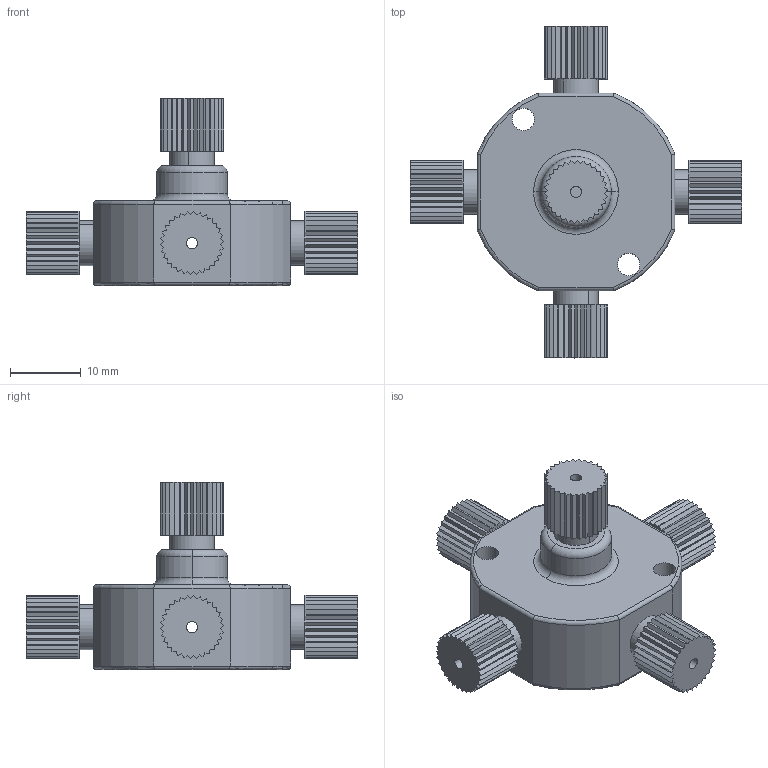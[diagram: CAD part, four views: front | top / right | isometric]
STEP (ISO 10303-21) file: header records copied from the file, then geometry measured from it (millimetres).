
FILE_DESCRIPTION (( 'STEP AP203' ), '1' );
FILE_NAME ('20-019435.step', '2022-03-18T14:02:17', ( '' ), ( '' ), 'SwSTEP 2.0', 'SolidWorks 2021', '' );
FILE_SCHEMA (( 'CONFIG_CONTROL_DESIGN' ));
Length unit declared in the file: millimetre
Products named in the file (1): 20-019435
Bounding box: 47 x 47 x 26.5 mm (x, y, z)
Volume: 9746.5 mm3; surface area: 5625.7 mm2
Topology: 1 solids, 1 shells, 380 faces, 1066 edges, 702 vertices
Faces by surface type: plane 322, cylinder 46, torus 12
Entity records: 12171 total; most frequent: CARTESIAN_POINT 2253, ORIENTED_EDGE 2132, DIRECTION 1888, EDGE_CURVE 1066, LINE 958, VECTOR 958, VERTEX_POINT 702, AXIS2_PLACEMENT_3D 465
